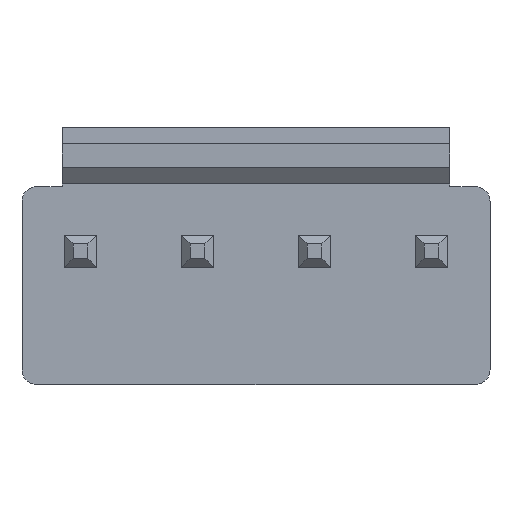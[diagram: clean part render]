
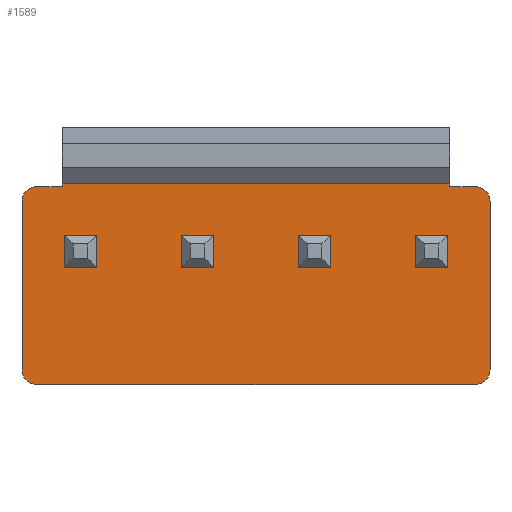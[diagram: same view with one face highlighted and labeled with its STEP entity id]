
A CAD part, left-side view. The second image highlights one B-rep face of the part: STEP entity #1589.
In plain terms, the highlighted planar face has unit normal (-1, 0, 0).
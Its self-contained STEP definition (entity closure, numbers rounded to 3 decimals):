
#18=FACE_BOUND('',#220,.T.);
#19=FACE_BOUND('',#221,.T.);
#20=FACE_BOUND('',#222,.T.);
#21=FACE_BOUND('',#223,.T.);
#22=CIRCLE('',#1696,0.5);
#27=CIRCLE('',#1704,0.5);
#28=CIRCLE('',#1706,0.5);
#29=CIRCLE('',#1709,0.5);
#123=FACE_OUTER_BOUND('',#219,.T.);
#219=EDGE_LOOP('',(#1331,#1332,#1333,#1334,#1335,#1336,#1337,#1338,#1339,
#1340,#1341,#1342));
#220=EDGE_LOOP('',(#1343,#1344,#1345,#1346));
#221=EDGE_LOOP('',(#1347,#1348,#1349,#1350));
#222=EDGE_LOOP('',(#1351,#1352,#1353,#1354));
#223=EDGE_LOOP('',(#1355,#1356,#1357,#1358));
#250=LINE('',#2160,#456);
#253=LINE('',#2165,#459);
#255=LINE('',#2170,#461);
#256=LINE('',#2172,#462);
#290=LINE('',#2242,#496);
#293=LINE('',#2247,#499);
#295=LINE('',#2252,#501);
#296=LINE('',#2254,#502);
#330=LINE('',#2324,#536);
#333=LINE('',#2329,#539);
#335=LINE('',#2334,#541);
#336=LINE('',#2336,#542);
#370=LINE('',#2406,#576);
#373=LINE('',#2411,#579);
#395=LINE('',#2457,#601);
#396=LINE('',#2459,#602);
#407=LINE('',#2493,#613);
#412=LINE('',#2507,#618);
#414=LINE('',#2511,#620);
#415=LINE('',#2513,#621);
#416=LINE('',#2515,#622);
#417=LINE('',#2517,#623);
#418=LINE('',#2519,#624);
#419=LINE('',#2521,#625);
#456=VECTOR('',#1748,10.);
#459=VECTOR('',#1753,10.);
#461=VECTOR('',#1759,10.);
#462=VECTOR('',#1762,10.);
#496=VECTOR('',#1824,10.);
#499=VECTOR('',#1829,10.);
#501=VECTOR('',#1835,10.);
#502=VECTOR('',#1838,10.);
#536=VECTOR('',#1900,10.);
#539=VECTOR('',#1905,10.);
#541=VECTOR('',#1911,10.);
#542=VECTOR('',#1914,10.);
#576=VECTOR('',#1976,10.);
#579=VECTOR('',#1981,10.);
#601=VECTOR('',#2025,10.);
#602=VECTOR('',#2028,10.);
#613=VECTOR('',#2055,10.);
#618=VECTOR('',#2070,10.);
#620=VECTOR('',#2074,10.);
#621=VECTOR('',#2075,10.);
#622=VECTOR('',#2076,10.);
#623=VECTOR('',#2077,10.);
#624=VECTOR('',#2078,10.);
#625=VECTOR('',#2081,10.);
#657=VERTEX_POINT('',#2157);
#658=VERTEX_POINT('',#2159);
#659=VERTEX_POINT('',#2163);
#660=VERTEX_POINT('',#2168);
#681=VERTEX_POINT('',#2239);
#682=VERTEX_POINT('',#2241);
#683=VERTEX_POINT('',#2245);
#684=VERTEX_POINT('',#2250);
#705=VERTEX_POINT('',#2321);
#706=VERTEX_POINT('',#2323);
#707=VERTEX_POINT('',#2327);
#708=VERTEX_POINT('',#2332);
#729=VERTEX_POINT('',#2403);
#730=VERTEX_POINT('',#2405);
#731=VERTEX_POINT('',#2409);
#744=VERTEX_POINT('',#2455);
#745=VERTEX_POINT('',#2461);
#746=VERTEX_POINT('',#2462);
#759=VERTEX_POINT('',#2492);
#760=VERTEX_POINT('',#2496);
#761=VERTEX_POINT('',#2500);
#762=VERTEX_POINT('',#2501);
#763=VERTEX_POINT('',#2506);
#764=VERTEX_POINT('',#2510);
#765=VERTEX_POINT('',#2512);
#766=VERTEX_POINT('',#2514);
#767=VERTEX_POINT('',#2516);
#768=VERTEX_POINT('',#2518);
#794=EDGE_CURVE('',#658,#657,#250,.T.);
#797=EDGE_CURVE('',#657,#659,#253,.T.);
#799=EDGE_CURVE('',#659,#660,#255,.T.);
#800=EDGE_CURVE('',#660,#658,#256,.T.);
#834=EDGE_CURVE('',#682,#681,#290,.T.);
#837=EDGE_CURVE('',#681,#683,#293,.T.);
#839=EDGE_CURVE('',#683,#684,#295,.T.);
#840=EDGE_CURVE('',#684,#682,#296,.T.);
#874=EDGE_CURVE('',#706,#705,#330,.T.);
#877=EDGE_CURVE('',#705,#707,#333,.T.);
#879=EDGE_CURVE('',#707,#708,#335,.T.);
#880=EDGE_CURVE('',#708,#706,#336,.T.);
#914=EDGE_CURVE('',#730,#729,#370,.T.);
#917=EDGE_CURVE('',#729,#731,#373,.T.);
#939=EDGE_CURVE('',#731,#744,#395,.T.);
#940=EDGE_CURVE('',#744,#730,#396,.T.);
#941=EDGE_CURVE('',#745,#746,#22,.T.);
#956=EDGE_CURVE('',#746,#759,#407,.T.);
#958=EDGE_CURVE('',#759,#760,#27,.T.);
#960=EDGE_CURVE('',#761,#762,#28,.T.);
#963=EDGE_CURVE('',#762,#763,#412,.T.);
#965=EDGE_CURVE('',#745,#764,#414,.T.);
#966=EDGE_CURVE('',#764,#765,#415,.T.);
#967=EDGE_CURVE('',#765,#766,#416,.T.);
#968=EDGE_CURVE('',#766,#767,#417,.T.);
#969=EDGE_CURVE('',#767,#768,#418,.T.);
#970=EDGE_CURVE('',#763,#768,#29,.T.);
#971=EDGE_CURVE('',#760,#761,#419,.T.);
#1331=ORIENTED_EDGE('',*,*,#941,.F.);
#1332=ORIENTED_EDGE('',*,*,#965,.T.);
#1333=ORIENTED_EDGE('',*,*,#966,.T.);
#1334=ORIENTED_EDGE('',*,*,#967,.T.);
#1335=ORIENTED_EDGE('',*,*,#968,.T.);
#1336=ORIENTED_EDGE('',*,*,#969,.T.);
#1337=ORIENTED_EDGE('',*,*,#970,.F.);
#1338=ORIENTED_EDGE('',*,*,#963,.F.);
#1339=ORIENTED_EDGE('',*,*,#960,.F.);
#1340=ORIENTED_EDGE('',*,*,#971,.F.);
#1341=ORIENTED_EDGE('',*,*,#958,.F.);
#1342=ORIENTED_EDGE('',*,*,#956,.F.);
#1343=ORIENTED_EDGE('',*,*,#794,.T.);
#1344=ORIENTED_EDGE('',*,*,#797,.T.);
#1345=ORIENTED_EDGE('',*,*,#799,.T.);
#1346=ORIENTED_EDGE('',*,*,#800,.T.);
#1347=ORIENTED_EDGE('',*,*,#834,.T.);
#1348=ORIENTED_EDGE('',*,*,#837,.T.);
#1349=ORIENTED_EDGE('',*,*,#839,.T.);
#1350=ORIENTED_EDGE('',*,*,#840,.T.);
#1351=ORIENTED_EDGE('',*,*,#874,.T.);
#1352=ORIENTED_EDGE('',*,*,#877,.T.);
#1353=ORIENTED_EDGE('',*,*,#879,.T.);
#1354=ORIENTED_EDGE('',*,*,#880,.T.);
#1355=ORIENTED_EDGE('',*,*,#917,.T.);
#1356=ORIENTED_EDGE('',*,*,#939,.T.);
#1357=ORIENTED_EDGE('',*,*,#940,.T.);
#1358=ORIENTED_EDGE('',*,*,#914,.T.);
#1498=PLANE('',#1708);
#1589=ADVANCED_FACE('',(#123,#18,#19,#20,#21),#1498,.T.);
#1696=AXIS2_PLACEMENT_3D('',#2463,#2031,#2032);
#1704=AXIS2_PLACEMENT_3D('',#2497,#2059,#2060);
#1706=AXIS2_PLACEMENT_3D('',#2502,#2064,#2065);
#1708=AXIS2_PLACEMENT_3D('',#2509,#2072,#2073);
#1709=AXIS2_PLACEMENT_3D('',#2520,#2079,#2080);
#1748=DIRECTION('',(0.,0.,1.));
#1753=DIRECTION('',(0.,-1.,0.));
#1759=DIRECTION('',(0.,0.,-1.));
#1762=DIRECTION('',(0.,1.,0.));
#1824=DIRECTION('',(0.,0.,1.));
#1829=DIRECTION('',(0.,-1.,0.));
#1835=DIRECTION('',(0.,0.,-1.));
#1838=DIRECTION('',(0.,1.,0.));
#1900=DIRECTION('',(0.,0.,1.));
#1905=DIRECTION('',(0.,-1.,0.));
#1911=DIRECTION('',(0.,0.,-1.));
#1914=DIRECTION('',(0.,1.,0.));
#1976=DIRECTION('',(0.,0.,1.));
#1981=DIRECTION('',(0.,-1.,0.));
#2025=DIRECTION('',(0.,0.,-1.));
#2028=DIRECTION('',(0.,1.,0.));
#2031=DIRECTION('center_axis',(1.,0.,0.));
#2032=DIRECTION('ref_axis',(0.,-0.707,0.707));
#2055=DIRECTION('',(0.,0.,-1.));
#2059=DIRECTION('center_axis',(1.,0.,0.));
#2060=DIRECTION('ref_axis',(0.,-0.707,-0.707));
#2064=DIRECTION('center_axis',(1.,0.,0.));
#2065=DIRECTION('ref_axis',(0.,0.707,-0.707));
#2070=DIRECTION('',(0.,0.,1.));
#2072=DIRECTION('center_axis',(-1.,0.,0.));
#2073=DIRECTION('ref_axis',(0.,0.,1.));
#2074=DIRECTION('',(0.,1.,0.));
#2075=DIRECTION('',(0.,0.,1.));
#2076=DIRECTION('',(0.,1.,0.));
#2077=DIRECTION('',(0.,0.,-1.));
#2078=DIRECTION('',(0.,1.,0.));
#2079=DIRECTION('center_axis',(1.,0.,0.));
#2080=DIRECTION('ref_axis',(0.,0.707,0.707));
#2081=DIRECTION('',(0.,1.,0.));
#2157=CARTESIAN_POINT('',(-3.2,6.49,5.06));
#2159=CARTESIAN_POINT('',(-3.2,6.49,3.96));
#2160=CARTESIAN_POINT('',(-3.2,6.49,2.53));
#2163=CARTESIAN_POINT('',(-3.2,5.39,5.06));
#2165=CARTESIAN_POINT('',(-3.2,2.695,5.06));
#2168=CARTESIAN_POINT('',(-3.2,5.39,3.96));
#2170=CARTESIAN_POINT('',(-3.2,5.39,1.98));
#2172=CARTESIAN_POINT('',(-3.2,3.245,3.96));
#2239=CARTESIAN_POINT('',(-3.2,2.53,5.06));
#2241=CARTESIAN_POINT('',(-3.2,2.53,3.96));
#2242=CARTESIAN_POINT('',(-3.2,2.53,2.53));
#2245=CARTESIAN_POINT('',(-3.2,1.43,5.06));
#2247=CARTESIAN_POINT('',(-3.2,0.715,5.06));
#2250=CARTESIAN_POINT('',(-3.2,1.43,3.96));
#2252=CARTESIAN_POINT('',(-3.2,1.43,1.98));
#2254=CARTESIAN_POINT('',(-3.2,1.265,3.96));
#2321=CARTESIAN_POINT('',(-3.2,-1.43,5.06));
#2323=CARTESIAN_POINT('',(-3.2,-1.43,3.96));
#2324=CARTESIAN_POINT('',(-3.2,-1.43,2.53));
#2327=CARTESIAN_POINT('',(-3.2,-2.53,5.06));
#2329=CARTESIAN_POINT('',(-3.2,-1.265,5.06));
#2332=CARTESIAN_POINT('',(-3.2,-2.53,3.96));
#2334=CARTESIAN_POINT('',(-3.2,-2.53,1.98));
#2336=CARTESIAN_POINT('',(-3.2,-0.715,3.96));
#2403=CARTESIAN_POINT('',(-3.2,-5.39,5.06));
#2405=CARTESIAN_POINT('',(-3.2,-5.39,3.96));
#2406=CARTESIAN_POINT('',(-3.2,-5.39,2.53));
#2409=CARTESIAN_POINT('',(-3.2,-6.49,5.06));
#2411=CARTESIAN_POINT('',(-3.2,-3.245,5.06));
#2455=CARTESIAN_POINT('',(-3.2,-6.49,3.96));
#2457=CARTESIAN_POINT('',(-3.2,-6.49,1.98));
#2459=CARTESIAN_POINT('',(-3.2,-2.695,3.96));
#2461=CARTESIAN_POINT('',(-3.2,-7.42,6.7));
#2462=CARTESIAN_POINT('',(-3.2,-7.92,6.2));
#2463=CARTESIAN_POINT('Origin',(-3.2,-7.42,6.2));
#2492=CARTESIAN_POINT('',(-3.2,-7.92,0.5));
#2493=CARTESIAN_POINT('',(-3.2,-7.92,0.));
#2496=CARTESIAN_POINT('',(-3.2,-7.42,0.));
#2497=CARTESIAN_POINT('Origin',(-3.2,-7.42,0.5));
#2500=CARTESIAN_POINT('',(-3.2,7.42,0.));
#2501=CARTESIAN_POINT('',(-3.2,7.92,0.5));
#2502=CARTESIAN_POINT('Origin',(-3.2,7.42,0.5));
#2506=CARTESIAN_POINT('',(-3.2,7.92,6.2));
#2507=CARTESIAN_POINT('',(-3.2,7.92,0.));
#2509=CARTESIAN_POINT('Origin',(-3.2,0.,0.));
#2510=CARTESIAN_POINT('',(-3.2,-6.56,6.7));
#2511=CARTESIAN_POINT('',(-3.2,-3.62,6.7));
#2512=CARTESIAN_POINT('',(-3.2,-6.56,6.8));
#2513=CARTESIAN_POINT('',(-3.2,-6.56,4.35));
#2514=CARTESIAN_POINT('',(-3.2,6.56,6.8));
#2515=CARTESIAN_POINT('',(-3.2,0.,6.8));
#2516=CARTESIAN_POINT('',(-3.2,6.56,6.7));
#2517=CARTESIAN_POINT('',(-3.2,6.56,4.35));
#2518=CARTESIAN_POINT('',(-3.2,7.42,6.7));
#2519=CARTESIAN_POINT('',(-3.2,3.62,6.7));
#2520=CARTESIAN_POINT('Origin',(-3.2,7.42,6.2));
#2521=CARTESIAN_POINT('',(-3.2,0.,0.));
